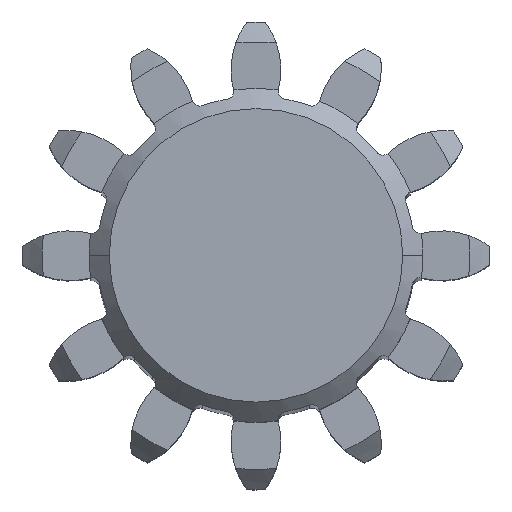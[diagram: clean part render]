
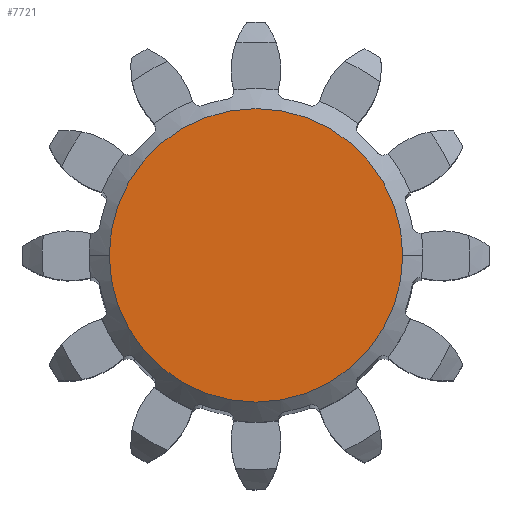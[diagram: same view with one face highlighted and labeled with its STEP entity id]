
A CAD part, top view. The second image highlights one B-rep face of the part: STEP entity #7721.
In plain terms, the highlighted planar face has unit normal (0, 0, 1).
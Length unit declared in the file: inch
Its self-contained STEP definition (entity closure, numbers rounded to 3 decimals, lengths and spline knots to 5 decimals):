
#472 = VERTEX_POINT ( 'NONE', #4468 ) ;
#633 = CARTESIAN_POINT ( 'NONE',  ( 0.21975, 0., 2.91 ) ) ;
#789 = DIRECTION ( 'NONE',  ( 0., 0., 1. ) ) ;
#1103 = CARTESIAN_POINT ( 'NONE',  ( 0., 0., 2.91 ) ) ;
#1419 = AXIS2_PLACEMENT_3D ( 'NONE', #5137, #2434, #8503 ) ;
#1733 = AXIS2_PLACEMENT_3D ( 'NONE', #3485, #789, #6876 ) ;
#2434 = DIRECTION ( 'NONE',  ( 0., 0., 1. ) ) ;
#3096 = CIRCLE ( 'NONE', #1419, 0.21975 ) ;
#3485 = CARTESIAN_POINT ( 'NONE',  ( 0., 0., 2.91 ) ) ;
#3661 = AXIS2_PLACEMENT_3D ( 'NONE', #1103, #3803, #6507 ) ;
#3771 = ORIENTED_EDGE ( 'NONE', *, *, #6823, .T. ) ;
#3803 = DIRECTION ( 'NONE',  ( 0., 0., 1. ) ) ;
#3954 = ORIENTED_EDGE ( 'NONE', *, *, #5462, .T. ) ;
#4468 = CARTESIAN_POINT ( 'NONE',  ( -0.21975, 0., 2.91 ) ) ;
#4479 = FACE_OUTER_BOUND ( 'NONE', #6001, .T. ) ;
#5137 = CARTESIAN_POINT ( 'NONE',  ( 0., 0., 2.91 ) ) ;
#5462 = EDGE_CURVE ( 'NONE', #8367, #472, #3096, .T. ) ;
#6001 = EDGE_LOOP ( 'NONE', ( #3771, #3954 ) ) ;
#6125 = CIRCLE ( 'NONE', #1733, 0.21975 ) ;
#6507 = DIRECTION ( 'NONE',  ( 1., 0., 0. ) ) ;
#6823 = EDGE_CURVE ( 'NONE', #472, #8367, #6125, .T. ) ;
#6876 = DIRECTION ( 'NONE',  ( 1., 0., 0. ) ) ;
#7173 = PLANE ( 'NONE',  #3661 ) ;
#7721 = ADVANCED_FACE ( 'NONE', ( #4479 ), #7173, .T. ) ;
#8367 = VERTEX_POINT ( 'NONE', #633 ) ;
#8503 = DIRECTION ( 'NONE',  ( 1., 0., 0. ) ) ;
